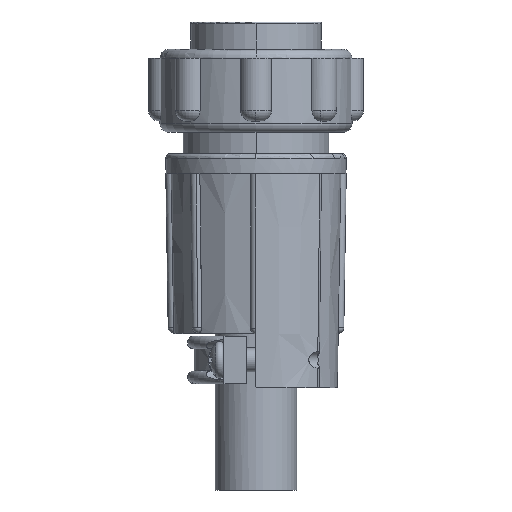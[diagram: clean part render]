
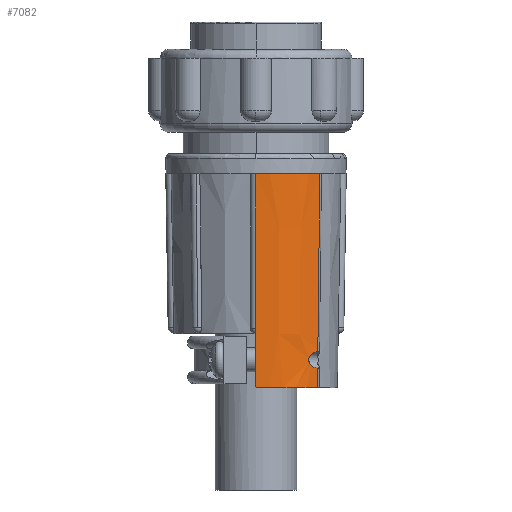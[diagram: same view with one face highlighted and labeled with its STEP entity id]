
A CAD part, left-side view. The second image highlights one B-rep face of the part: STEP entity #7082.
In plain terms, the highlighted conical face has half-angle 0.9 degrees and reference radius 12.529 mm.
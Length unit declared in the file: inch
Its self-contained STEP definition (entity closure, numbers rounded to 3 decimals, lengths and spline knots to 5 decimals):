
#456 = AXIS2_PLACEMENT_3D ( 'NONE', #4999, #5000, #5001 ) ;
#765 = VECTOR ( 'NONE', #6550, 39.37008 ) ;
#766 = VECTOR ( 'NONE', #6572, 39.37008 ) ;
#778 = AXIS2_PLACEMENT_3D ( 'NONE', #6636, #6637, #6638 ) ;
#784 = VECTOR ( 'NONE', #6630, 39.37008 ) ;
#786 = VECTOR ( 'NONE', #6641, 39.37008 ) ;
#1474 = CIRCLE ( 'NONE', #456, 0.47489 ) ;
#1663 = CIRCLE ( 'NONE', #778, 0.49327 ) ;
#2256 = CARTESIAN_POINT ( 'NONE',  ( -0.33701, -0.33701, -1.59146 ) ) ;
#2260 = CARTESIAN_POINT ( 'NONE',  ( -0.33801, -0.33801, -1.5006 ) ) ;
#3746 = FACE_OUTER_BOUND ( 'NONE', #6905, .T. ) ;
#3748 = AXIS2_PLACEMENT_3D ( 'NONE', #9624, #9625, #9626 ) ;
#3977 = CONICAL_SURFACE ( 'NONE', #3748, 0.49327, 0.016 ) ;
#4129 = VERTEX_POINT ( 'NONE', #8599 ) ;
#4142 = VERTEX_POINT ( 'NONE', #8603 ) ;
#4184 = VERTEX_POINT ( 'NONE', #8626 ) ;
#4213 = VERTEX_POINT ( 'NONE', #8641 ) ;
#4260 = VERTEX_POINT ( 'NONE', #8687 ) ;
#4999 = CARTESIAN_POINT ( 'NONE',  ( 0., 0., -1.7 ) ) ;
#5000 = DIRECTION ( 'NONE',  ( 0., 0., 1. ) ) ;
#5001 = DIRECTION ( 'NONE',  ( 1., 0., 0. ) ) ;
#5679 = CARTESIAN_POINT ( 'NONE',  ( -0.33701, -0.33701, -1.59146 ) ) ;
#5686 = CARTESIAN_POINT ( 'NONE',  ( -0.34215, -0.33186, -1.59123 ) ) ;
#5687 = CARTESIAN_POINT ( 'NONE',  ( -0.34707, -0.32674, -1.59016 ) ) ;
#5688 = CARTESIAN_POINT ( 'NONE',  ( -0.35648, -0.31653, -1.58643 ) ) ;
#5689 = CARTESIAN_POINT ( 'NONE',  ( -0.36101, -0.3114, -1.58372 ) ) ;
#5690 = CARTESIAN_POINT ( 'NONE',  ( -0.36914, -0.3019, -1.57656 ) ) ;
#5691 = CARTESIAN_POINT ( 'NONE',  ( -0.37286, -0.29738, -1.57203 ) ) ;
#5692 = CARTESIAN_POINT ( 'NONE',  ( -0.37713, -0.29214, -1.56348 ) ) ;
#5693 = CARTESIAN_POINT ( 'NONE',  ( -0.37832, -0.29066, -1.56033 ) ) ;
#5694 = CARTESIAN_POINT ( 'NONE',  ( -0.38, -0.28864, -1.55356 ) ) ;
#5695 = CARTESIAN_POINT ( 'NONE',  ( -0.38047, -0.28811, -1.54994 ) ) ;
#5696 = CARTESIAN_POINT ( 'NONE',  ( -0.38052, -0.28823, -1.5427 ) ) ;
#5697 = CARTESIAN_POINT ( 'NONE',  ( -0.3801, -0.28888, -1.53907 ) ) ;
#5698 = CARTESIAN_POINT ( 'NONE',  ( -0.37853, -0.29112, -1.5323 ) ) ;
#5699 = CARTESIAN_POINT ( 'NONE',  ( -0.3774, -0.29267, -1.52919 ) ) ;
#5700 = CARTESIAN_POINT ( 'NONE',  ( -0.37468, -0.29628, -1.52352 ) ) ;
#5701 = CARTESIAN_POINT ( 'NONE',  ( -0.37308, -0.29836, -1.52094 ) ) ;
#5702 = CARTESIAN_POINT ( 'NONE',  ( -0.36964, -0.30273, -1.51636 ) ) ;
#5703 = CARTESIAN_POINT ( 'NONE',  ( -0.36777, -0.30505, -1.51432 ) ) ;
#5704 = CARTESIAN_POINT ( 'NONE',  ( -0.36178, -0.31231, -1.50882 ) ) ;
#5705 = CARTESIAN_POINT ( 'NONE',  ( -0.35741, -0.31738, -1.50608 ) ) ;
#5706 = CARTESIAN_POINT ( 'NONE',  ( -0.34812, -0.32763, -1.50214 ) ) ;
#5707 = CARTESIAN_POINT ( 'NONE',  ( -0.34315, -0.33287, -1.50094 ) ) ;
#5708 = CARTESIAN_POINT ( 'NONE',  ( -0.33801, -0.33801, -1.5006 ) ) ;
#6045 = B_SPLINE_CURVE_WITH_KNOTS ( 'NONE', 3,
 ( #5679, #5686, #5687, #5688, #5689, #5690, #5691, #5692, #5693, #5694, #5695, #5696, #5697, #5698, #5699, #5700, #5701, #5702, #5703, #5704, #5705, #5706, #5707, #5708 ),
 .UNSPECIFIED., .F., .F.,
 ( 4, 2, 2, 2, 2, 2, 2, 2, 2, 2, 2, 4 ),
 ( 0., 0.00055, 0.00109, 0.00164, 0.00191, 0.00219, 0.00246, 0.00273, 0.00301, 0.00328, 0.00383, 0.00437 ),
 .UNSPECIFIED. ) ;
#6548 = LINE ( 'NONE', #6549, #765 ) ;
#6549 = CARTESIAN_POINT ( 'NONE',  ( -0.3488, -0.3488, -0.53 ) ) ;
#6550 = DIRECTION ( 'NONE',  ( -0.011, -0.011, 1. ) ) ;
#6570 = LINE ( 'NONE', #6571, #766 ) ;
#6571 = CARTESIAN_POINT ( 'NONE',  ( -0.3488, -0.3488, -0.53 ) ) ;
#6572 = DIRECTION ( 'NONE',  ( -0.011, -0.011, 1. ) ) ;
#6628 = LINE ( 'NONE', #6629, #784 ) ;
#6629 = CARTESIAN_POINT ( 'NONE',  ( -0.49327, 0., -0.53 ) ) ;
#6630 = DIRECTION ( 'NONE',  ( 0.016, 0., -1. ) ) ;
#6636 = CARTESIAN_POINT ( 'NONE',  ( 0., 0., -0.53 ) ) ;
#6637 = DIRECTION ( 'NONE',  ( 0., 0., 1. ) ) ;
#6638 = DIRECTION ( 'NONE',  ( 1., 0., 0. ) ) ;
#6639 = LINE ( 'NONE', #6640, #786 ) ;
#6640 = CARTESIAN_POINT ( 'NONE',  ( -0.03, 0., -30.02062 ) ) ;
#6641 = DIRECTION ( 'NONE',  ( -0.016, 0., 1. ) ) ;
#6905 = EDGE_LOOP ( 'NONE', ( #8086, #8087, #8088, #8085, #8090, #8089, #8092 ) ) ;
#7082 = ADVANCED_FACE ( 'NONE', ( #3746 ), #3977, .T. ) ;
#7572 = VERTEX_POINT ( 'NONE', #2256 ) ;
#7576 = VERTEX_POINT ( 'NONE', #2260 ) ;
#8085 = ORIENTED_EDGE ( 'NONE', *, *, #10621, .F. ) ;
#8086 = ORIENTED_EDGE ( 'NONE', *, *, #10597, .T. ) ;
#8087 = ORIENTED_EDGE ( 'NONE', *, *, #10451, .T. ) ;
#8088 = ORIENTED_EDGE ( 'NONE', *, *, #10600, .T. ) ;
#8089 = ORIENTED_EDGE ( 'NONE', *, *, #10618, .T. ) ;
#8090 = ORIENTED_EDGE ( 'NONE', *, *, #10622, .F. ) ;
#8092 = ORIENTED_EDGE ( 'NONE', *, *, #10176, .T. ) ;
#8599 = CARTESIAN_POINT ( 'NONE',  ( -0.47489, 0., -1.7 ) ) ;
#8603 = CARTESIAN_POINT ( 'NONE',  ( -0.3488, -0.3488, -0.53 ) ) ;
#8626 = CARTESIAN_POINT ( 'NONE',  ( -0.47999, 0., -1.37547 ) ) ;
#8641 = CARTESIAN_POINT ( 'NONE',  ( -0.3358, -0.3358, -1.7 ) ) ;
#8687 = CARTESIAN_POINT ( 'NONE',  ( -0.49327, 0., -0.53 ) ) ;
#9624 = CARTESIAN_POINT ( 'NONE',  ( 0., 0., -0.53 ) ) ;
#9625 = DIRECTION ( 'NONE',  ( 0., 0., 1. ) ) ;
#9626 = DIRECTION ( 'NONE',  ( 1., 0., 0. ) ) ;
#10176 = EDGE_CURVE ( 'NONE', #4129, #4213, #1474, .T. ) ;
#10451 = EDGE_CURVE ( 'NONE', #7572, #7576, #6045, .T. ) ;
#10597 = EDGE_CURVE ( 'NONE', #4213, #7572, #6548, .T. ) ;
#10600 = EDGE_CURVE ( 'NONE', #7576, #4142, #6570, .T. ) ;
#10618 = EDGE_CURVE ( 'NONE', #4184, #4129, #6628, .T. ) ;
#10621 = EDGE_CURVE ( 'NONE', #4260, #4142, #1663, .T. ) ;
#10622 = EDGE_CURVE ( 'NONE', #4184, #4260, #6639, .T. ) ;
